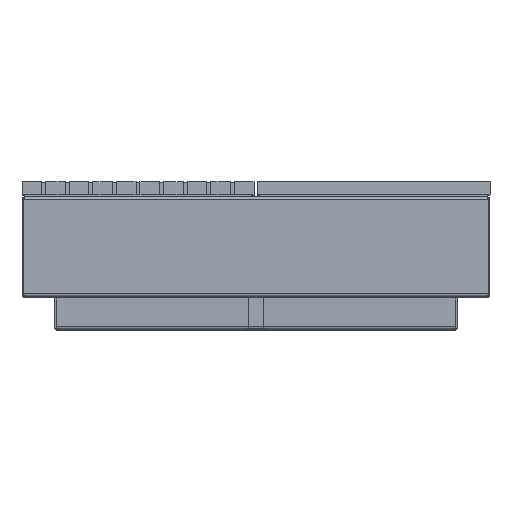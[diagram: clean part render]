
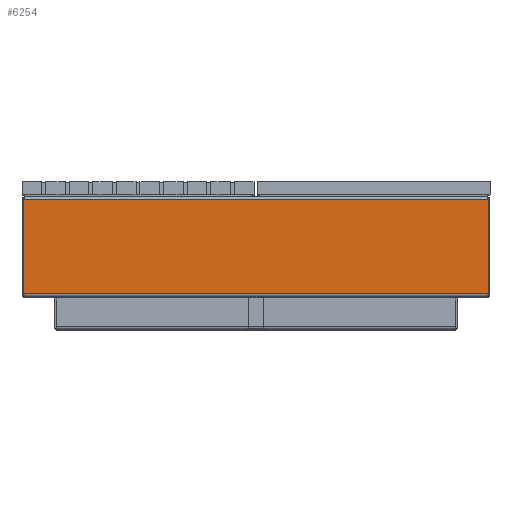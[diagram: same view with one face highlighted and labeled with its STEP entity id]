
A CAD part, top view. The second image highlights one B-rep face of the part: STEP entity #6254.
In plain terms, the highlighted face is planar.
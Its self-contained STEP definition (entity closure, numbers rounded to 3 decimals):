
#17 = CARTESIAN_POINT ( 'NONE',  ( 710., 100., -100. ) ) ;
#31 = DIRECTION ( 'NONE',  ( 0., 0., 1. ) ) ;
#126 = ORIENTED_EDGE ( 'NONE', *, *, #6626, .F. ) ;
#571 = ORIENTED_EDGE ( 'NONE', *, *, #11330, .T. ) ;
#794 = AXIS2_PLACEMENT_3D ( 'NONE', #10463, #31, #5959 ) ;
#1268 = EDGE_LOOP ( 'NONE', ( #571, #10994, #126, #4575 ) ) ;
#1898 = EDGE_CURVE ( 'NONE', #6524, #9956, #6470, .T. ) ;
#1972 = CARTESIAN_POINT ( 'NONE',  ( 714., 108., -100. ) ) ;
#2003 = DIRECTION ( 'NONE',  ( 0., 1., 0. ) ) ;
#2054 = VECTOR ( 'NONE', #11321, 1000. ) ;
#2060 = CARTESIAN_POINT ( 'NONE',  ( 714., 396., -100. ) ) ;
#2062 = LINE ( 'NONE', #4589, #10808 ) ;
#2891 = VERTEX_POINT ( 'NONE', #7277 ) ;
#2950 = DIRECTION ( 'NONE',  ( -1., 0., 0. ) ) ;
#2981 = DIRECTION ( 'NONE',  ( -1., 0., 0. ) ) ;
#3324 = EDGE_CURVE ( 'NONE', #8687, #2891, #8335, .T. ) ;
#4109 = CARTESIAN_POINT ( 'NONE',  ( -710., 396., -100. ) ) ;
#4575 = ORIENTED_EDGE ( 'NONE', *, *, #3324, .T. ) ;
#4589 = CARTESIAN_POINT ( 'NONE',  ( -710., 100., -100. ) ) ;
#5183 = FACE_OUTER_BOUND ( 'NONE', #1268, .T. ) ;
#5959 = DIRECTION ( 'NONE',  ( 1., 0., 0. ) ) ;
#6244 = VECTOR ( 'NONE', #2950, 1000. ) ;
#6254 = ADVANCED_FACE ( 'NONE', ( #5183 ), #7812, .F. ) ;
#6437 = VECTOR ( 'NONE', #2981, 1000. ) ;
#6470 = LINE ( 'NONE', #2060, #6244 ) ;
#6524 = VERTEX_POINT ( 'NONE', #7505 ) ;
#6626 = EDGE_CURVE ( 'NONE', #8687, #6524, #7793, .T. ) ;
#7277 = CARTESIAN_POINT ( 'NONE',  ( -710., 108., -100. ) ) ;
#7505 = CARTESIAN_POINT ( 'NONE',  ( 710., 396., -100. ) ) ;
#7793 = LINE ( 'NONE', #17, #2054 ) ;
#7812 = PLANE ( 'NONE',  #794 ) ;
#8335 = LINE ( 'NONE', #1972, #6437 ) ;
#8687 = VERTEX_POINT ( 'NONE', #11039 ) ;
#9956 = VERTEX_POINT ( 'NONE', #4109 ) ;
#10463 = CARTESIAN_POINT ( 'NONE',  ( 714., 100., -100. ) ) ;
#10808 = VECTOR ( 'NONE', #2003, 1000. ) ;
#10994 = ORIENTED_EDGE ( 'NONE', *, *, #1898, .F. ) ;
#11039 = CARTESIAN_POINT ( 'NONE',  ( 710., 108., -100. ) ) ;
#11321 = DIRECTION ( 'NONE',  ( 0., 1., 0. ) ) ;
#11330 = EDGE_CURVE ( 'NONE', #2891, #9956, #2062, .T. ) ;
